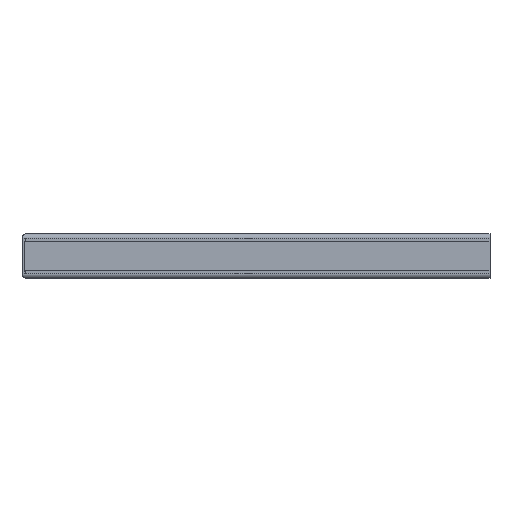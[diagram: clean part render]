
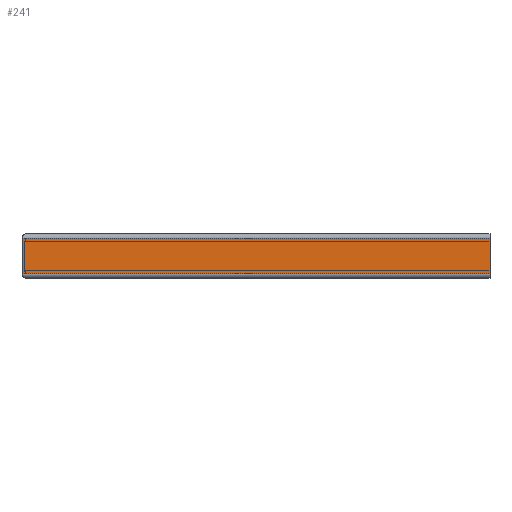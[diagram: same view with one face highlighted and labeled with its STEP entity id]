
A CAD part, left-side view. The second image highlights one B-rep face of the part: STEP entity #241.
In plain terms, the highlighted planar face has unit normal (-1, 0, 0).
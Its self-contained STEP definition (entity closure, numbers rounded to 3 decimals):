
#31 = LINE ( 'NONE', #279, #1113 ) ;
#33 = ORIENTED_EDGE ( 'NONE', *, *, #1006, .T. ) ;
#59 = DIRECTION ( 'NONE',  ( 0., 1., 0. ) ) ;
#86 = DIRECTION ( 'NONE',  ( 0., 0., 1. ) ) ;
#116 = LINE ( 'NONE', #1430, #228 ) ;
#119 = VERTEX_POINT ( 'NONE', #1133 ) ;
#209 = DIRECTION ( 'NONE',  ( 0., 0., 1. ) ) ;
#228 = VECTOR ( 'NONE', #1203, 1000. ) ;
#231 = VECTOR ( 'NONE', #59, 1000. ) ;
#241 = ADVANCED_FACE ( 'NONE', ( #555 ), #1215, .T. ) ;
#277 = VERTEX_POINT ( 'NONE', #522 ) ;
#279 = CARTESIAN_POINT ( 'NONE',  ( -15., 0., -12. ) ) ;
#306 = ORIENTED_EDGE ( 'NONE', *, *, #807, .F. ) ;
#376 = DIRECTION ( 'NONE',  ( 0., 1., 0. ) ) ;
#379 = VECTOR ( 'NONE', #209, 1000. ) ;
#437 = CARTESIAN_POINT ( 'NONE',  ( -15., 0., 12. ) ) ;
#522 = CARTESIAN_POINT ( 'NONE',  ( -15., 0., -12. ) ) ;
#539 = EDGE_CURVE ( 'NONE', #277, #119, #1197, .T. ) ;
#541 = AXIS2_PLACEMENT_3D ( 'NONE', #437, #1094, #86 ) ;
#555 = FACE_OUTER_BOUND ( 'NONE', #985, .T. ) ;
#609 = LINE ( 'NONE', #826, #231 ) ;
#669 = ORIENTED_EDGE ( 'NONE', *, *, #539, .T. ) ;
#788 = VERTEX_POINT ( 'NONE', #1338 ) ;
#807 = EDGE_CURVE ( 'NONE', #277, #788, #31, .T. ) ;
#826 = CARTESIAN_POINT ( 'NONE',  ( -15., 0., 12. ) ) ;
#985 = EDGE_LOOP ( 'NONE', ( #33, #1167, #306, #669 ) ) ;
#1006 = EDGE_CURVE ( 'NONE', #119, #1308, #609, .T. ) ;
#1094 = DIRECTION ( 'NONE',  ( -1., 0., 0. ) ) ;
#1099 = CARTESIAN_POINT ( 'NONE',  ( -15., 0., 12. ) ) ;
#1113 = VECTOR ( 'NONE', #376, 1000. ) ;
#1133 = CARTESIAN_POINT ( 'NONE',  ( -15., 0., 12. ) ) ;
#1167 = ORIENTED_EDGE ( 'NONE', *, *, #1351, .T. ) ;
#1191 = CARTESIAN_POINT ( 'NONE',  ( -15., 315., 12. ) ) ;
#1197 = LINE ( 'NONE', #1099, #379 ) ;
#1203 = DIRECTION ( 'NONE',  ( 0., 0., -1. ) ) ;
#1215 = PLANE ( 'NONE',  #541 ) ;
#1308 = VERTEX_POINT ( 'NONE', #1191 ) ;
#1338 = CARTESIAN_POINT ( 'NONE',  ( -15., 315., -12. ) ) ;
#1351 = EDGE_CURVE ( 'NONE', #1308, #788, #116, .T. ) ;
#1430 = CARTESIAN_POINT ( 'NONE',  ( -15., 315., 12. ) ) ;
